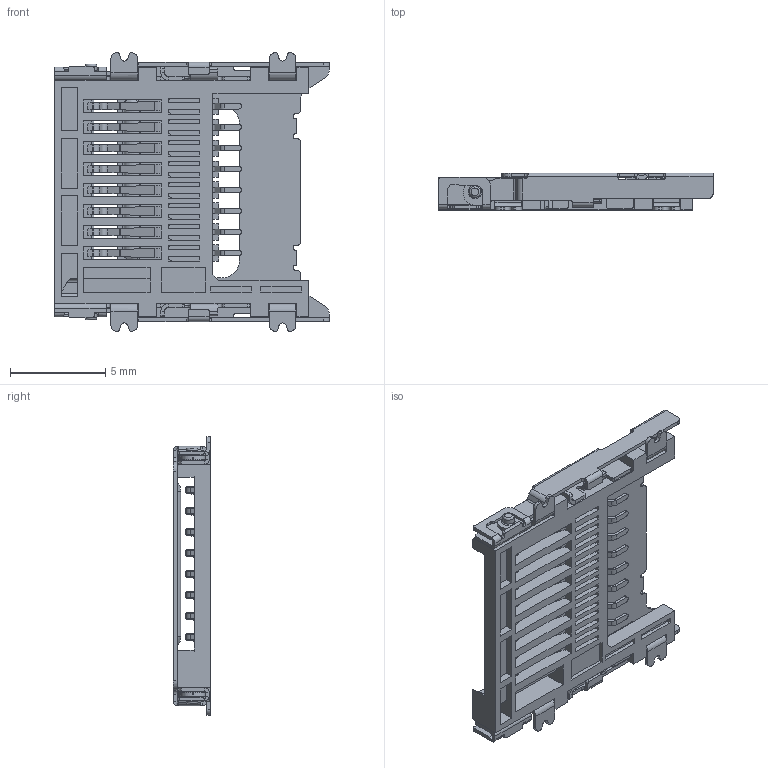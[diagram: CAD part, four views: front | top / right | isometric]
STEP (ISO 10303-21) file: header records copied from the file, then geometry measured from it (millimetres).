
FILE_DESCRIPTION(/* description */ (' PTC IGES file: 50018-101.igs ','CAx-IF Rec.Pracs.---Representation and Presentation of Product Manufacturing Information (PMI)---4.0---2014-10-13'),/* implementation_level */ '2;1');
FILE_NAME(/* name */ '112C-TBAR-R02 v1.step',/* time_stamp */ '2025-02-12T14:08:22-06:00',/* author */ (''),/* organization */ (''),/* preprocessor_version */ 'ST-DEVELOPER v20',/* originating_system */ 'Autodesk Translation Framework v13.20.0.188',/* authorisation */ '');
FILE_SCHEMA (('AP242_MANAGED_MODEL_BASED_3D_ENGINEERING_MIM_LF { 1 0 10303 442 1 1 4 }'));
Length unit declared in the file: millimetre
Products named in the file (2): 112C-TBAR-R02; 112C-TBAR-R02_1
Assembly tree (1 placements, depth 2):
  112C-TBAR-R02
    112C-TBAR-R02_1
Bounding box: 14.4 x 1.96 x 14.6 mm (x, y, z)
Volume: 122.3 mm3; surface area: 936.9 mm2
Topology: 12 solids, 12 shells, 1763 faces, 4357 edges, 2570 vertices
Faces by surface type: plane 1231, cylinder 392, cone 70, bspline 64, torus 6
Full cylindrical faces by diameter (mm): 0.2 x2, 0.6 x2
Entity records: 53368 total; most frequent: CARTESIAN_POINT 11583, ORIENTED_EDGE 8714, DIRECTION 8589, EDGE_CURVE 4357, LINE 3325, VECTOR 3325, AXIS2_PLACEMENT_3D 2632, VERTEX_POINT 2570
